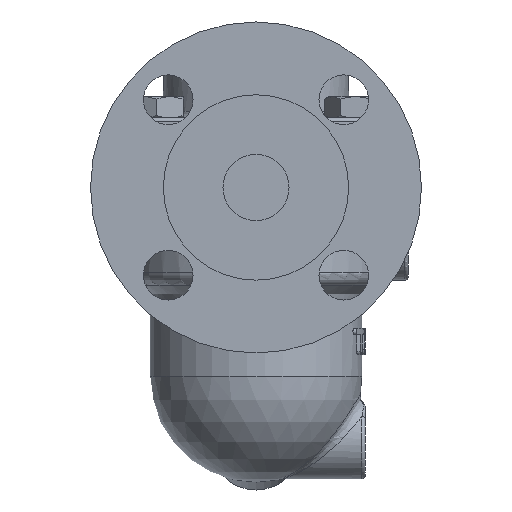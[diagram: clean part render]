
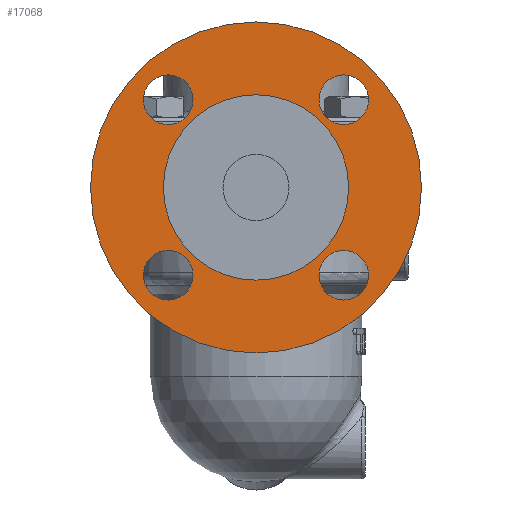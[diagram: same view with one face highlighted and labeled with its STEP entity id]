
A CAD part, left-side view. The second image highlights one B-rep face of the part: STEP entity #17068.
In plain terms, the highlighted free-form (B-spline) face has degree [1, 1] with [2, 2] control points.
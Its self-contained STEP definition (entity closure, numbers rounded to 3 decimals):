
#16993=CARTESIAN_POINT('',(-94.0,0.,-46.0));
#16994=VERTEX_POINT('',#16993);
#16995=CARTESIAN_POINT('',(-94.0,0.0,4.));
#16996=DIRECTION('',(1.0,0.0,0.0));
#16997=DIRECTION('',(0.0,0.0,1.0));
#16998=AXIS2_PLACEMENT_3D('',#16995,#16996,#16997);
#16999=CIRCLE('',#16998,50.0);
#17000=EDGE_CURVE('',#16994,#16994,#16999,.T.);
#17005=CARTESIAN_POINT('',(-94.0,50.0,-46.0));
#17006=CARTESIAN_POINT('',(-94.0,50.0,54.0));
#17007=CARTESIAN_POINT('',(-94.0,-50.0,-46.0));
#17008=CARTESIAN_POINT('',(-94.0,-50.0,54.0));
#17009=B_SPLINE_SURFACE_WITH_KNOTS('',1,1,((#17005,#17007),(#17006,#17008)),.UNSPECIFIED.,.F.,.F.,.U.,(2,2),(2,2),(0.0,100.0),(0.0,100.0),.UNSPECIFIED.);
#17010=ORIENTED_EDGE('',*,*,#17000,.F.);
#17011=EDGE_LOOP('',(#17010));
#17012=FACE_OUTER_BOUND('',#17011,.T.);
#17013=CARTESIAN_POINT('',(-94.0,0.,-24.));
#17014=VERTEX_POINT('',#17013);
#17015=CARTESIAN_POINT('',(-94.0,0.0,4.));
#17016=DIRECTION('',(1.0,0.0,0.0));
#17017=DIRECTION('',(0.0,0.0,1.0));
#17018=AXIS2_PLACEMENT_3D('',#17015,#17016,#17017);
#17019=CIRCLE('',#17018,28.);
#17020=EDGE_CURVE('',#17014,#17014,#17019,.T.);
#17021=ORIENTED_EDGE('',*,*,#17020,.T.);
#17022=EDGE_LOOP('',(#17021));
#17023=FACE_BOUND('',#17022,.T.);
#17024=CARTESIAN_POINT('',(-94.,26.517,38.017));
#17025=VERTEX_POINT('',#17024);
#17026=CARTESIAN_POINT('',(-94.,26.517,30.517));
#17027=DIRECTION('',(1.0,0.0,0.0));
#17028=DIRECTION('',(0.0,0.0,-1.0));
#17029=AXIS2_PLACEMENT_3D('',#17026,#17027,#17028);
#17030=CIRCLE('',#17029,7.5);
#17031=EDGE_CURVE('',#17025,#17025,#17030,.T.);
#17032=ORIENTED_EDGE('',*,*,#17031,.T.);
#17033=EDGE_LOOP('',(#17032));
#17034=FACE_BOUND('',#17033,.T.);
#17035=CARTESIAN_POINT('',(-94.,34.017,-22.517));
#17036=VERTEX_POINT('',#17035);
#17037=CARTESIAN_POINT('',(-94.,26.517,-22.517));
#17038=DIRECTION('',(1.0,0.0,0.0));
#17039=DIRECTION('',(0.0,-1.0,0.0));
#17040=AXIS2_PLACEMENT_3D('',#17037,#17038,#17039);
#17041=CIRCLE('',#17040,7.5);
#17042=EDGE_CURVE('',#17036,#17036,#17041,.T.);
#17043=ORIENTED_EDGE('',*,*,#17042,.T.);
#17044=EDGE_LOOP('',(#17043));
#17045=FACE_BOUND('',#17044,.T.);
#17046=CARTESIAN_POINT('',(-94.,-26.517,-30.017));
#17047=VERTEX_POINT('',#17046);
#17048=CARTESIAN_POINT('',(-94.,-26.517,-22.517));
#17049=DIRECTION('',(1.0,0.0,0.0));
#17050=DIRECTION('',(0.0,0.0,1.0));
#17051=AXIS2_PLACEMENT_3D('',#17048,#17049,#17050);
#17052=CIRCLE('',#17051,7.5);
#17053=EDGE_CURVE('',#17047,#17047,#17052,.T.);
#17054=ORIENTED_EDGE('',*,*,#17053,.T.);
#17055=EDGE_LOOP('',(#17054));
#17056=FACE_BOUND('',#17055,.T.);
#17057=CARTESIAN_POINT('',(-94.,-34.017,30.517));
#17058=VERTEX_POINT('',#17057);
#17059=CARTESIAN_POINT('',(-94.,-26.517,30.517));
#17060=DIRECTION('',(1.0,0.0,0.0));
#17061=DIRECTION('',(0.0,1.0,0.0));
#17062=AXIS2_PLACEMENT_3D('',#17059,#17060,#17061);
#17063=CIRCLE('',#17062,7.5);
#17064=EDGE_CURVE('',#17058,#17058,#17063,.T.);
#17065=ORIENTED_EDGE('',*,*,#17064,.T.);
#17066=EDGE_LOOP('',(#17065));
#17067=FACE_BOUND('',#17066,.T.);
#17068=ADVANCED_FACE('',(#17012,#17023,#17034,#17045,#17056,#17067),#17009,.F.);
